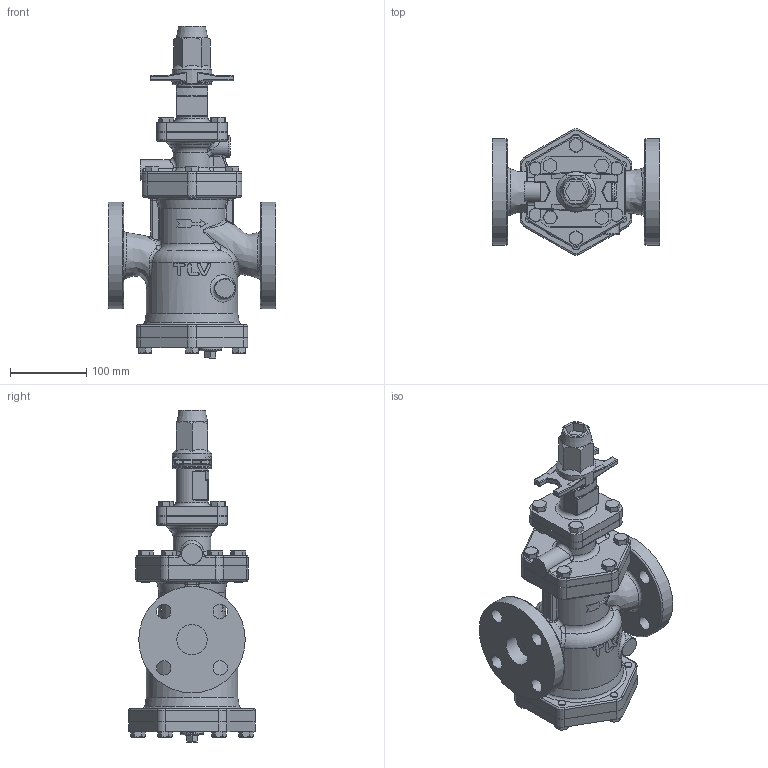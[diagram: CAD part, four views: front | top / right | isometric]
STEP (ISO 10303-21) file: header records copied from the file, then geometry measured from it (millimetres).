
FILE_DESCRIPTION(/* description */ (''),/* implementation_level */ '2;1');
FILE_NAME(/* name */ 'acosr-040-jis10-00.stp',/* time_stamp */ '2017-11-15T11:40:53+09:00',/* author */ ('nakaot'),/* organization */ (''),/* preprocessor_version */ 'ST-DEVELOPER v15.6',/* originating_system */ 'Autodesk Inventor 2015',/* authorisation */ '');
FILE_SCHEMA (('CONFIG_CONTROL_DESIGN'));
Length unit declared in the file: millimetre
Products named in the file (1): acosr-040-jis10-00
Bounding box: 220 x 166.02 x 436.6 mm (x, y, z)
Volume: 3887999.7 mm3; surface area: 390501.5 mm2
Topology: 4 solids, 4 shells, 810 faces, 1961 edges, 1202 vertices
Faces by surface type: plane 296, cylinder 217, bspline 135, cone 90, torus 57, sphere 15
Full cylindrical faces by diameter (mm): 8.376 x10, 10 x22, 12 x16, 19 x8, 27 x1, 28 x1, 30 x1, 40 x2, 42 x1, 45 x1, 52 x1, 80 x2, 89.307 x1, 104 x1, 120 x1, 140 x2
Entity records: 29093 total; most frequent: CARTESIAN_POINT 11936, ORIENTED_EDGE 3592, DIRECTION 3316, EDGE_CURVE 1796, AXIS2_PLACEMENT_3D 1320, VERTEX_POINT 1150, EDGE_LOOP 1014, FACE_OUTER_BOUND 810
